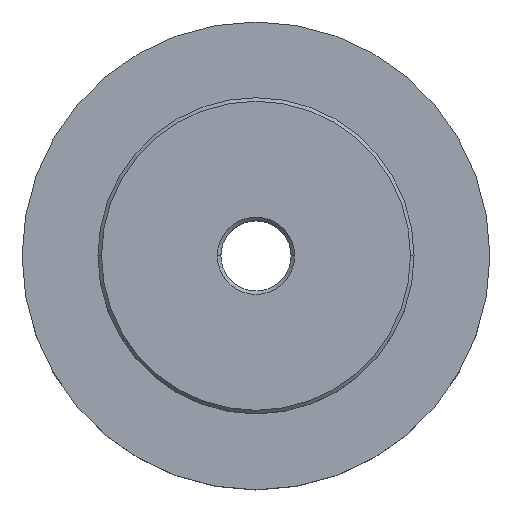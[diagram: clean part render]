
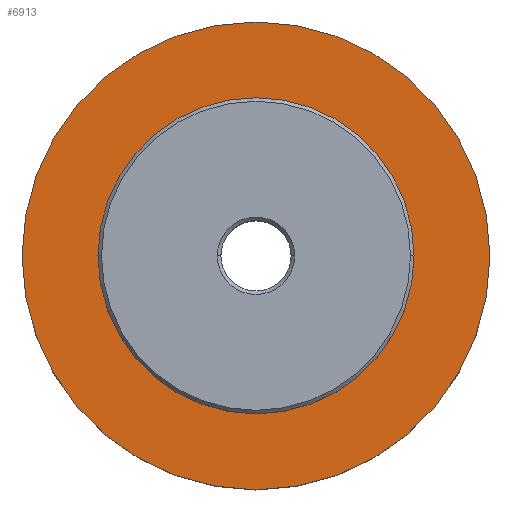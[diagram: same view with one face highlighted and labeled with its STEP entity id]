
A CAD part, top view. The second image highlights one B-rep face of the part: STEP entity #6913.
In plain terms, the highlighted planar face has unit normal (0, 0, 1).
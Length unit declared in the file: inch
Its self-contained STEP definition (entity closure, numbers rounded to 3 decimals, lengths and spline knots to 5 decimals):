
#233 = CARTESIAN_POINT ( 'NONE',  ( -1.665, 0., 0. ) ) ;
#392 = EDGE_CURVE ( 'NONE', #7635, #4857, #7083, .T. ) ;
#404 = EDGE_CURVE ( 'NONE', #6426, #1112, #3614, .T. ) ;
#624 = DIRECTION ( 'NONE',  ( 1., 0., 0. ) ) ;
#689 = EDGE_LOOP ( 'NONE', ( #7621, #994 ) ) ;
#994 = ORIENTED_EDGE ( 'NONE', *, *, #7332, .F. ) ;
#1112 = VERTEX_POINT ( 'NONE', #233 ) ;
#1131 = CARTESIAN_POINT ( 'NONE',  ( 0., 0., 0. ) ) ;
#1454 = AXIS2_PLACEMENT_3D ( 'NONE', #6191, #2282, #6830 ) ;
#1794 = DIRECTION ( 'NONE',  ( 1., 0., 0. ) ) ;
#1822 = DIRECTION ( 'NONE',  ( 0., 0., 1. ) ) ;
#2112 = ORIENTED_EDGE ( 'NONE', *, *, #404, .T. ) ;
#2258 = PLANE ( 'NONE',  #3946 ) ;
#2282 = DIRECTION ( 'NONE',  ( 0., 0., 1. ) ) ;
#2920 = DIRECTION ( 'NONE',  ( 0., 0., 1. ) ) ;
#3182 = FACE_OUTER_BOUND ( 'NONE', #4139, .T. ) ;
#3614 = CIRCLE ( 'NONE', #7176, 1.665 ) ;
#3946 = AXIS2_PLACEMENT_3D ( 'NONE', #4864, #2920, #7446 ) ;
#4139 = EDGE_LOOP ( 'NONE', ( #7302, #2112 ) ) ;
#4182 = CARTESIAN_POINT ( 'NONE',  ( 1.665, 0., 0. ) ) ;
#4185 = EDGE_CURVE ( 'NONE', #1112, #6426, #6162, .T. ) ;
#4523 = DIRECTION ( 'NONE',  ( 0., 0., 1. ) ) ;
#4857 = VERTEX_POINT ( 'NONE', #8117 ) ;
#4864 = CARTESIAN_POINT ( 'NONE',  ( 0.25, 0., 0. ) ) ;
#5684 = DIRECTION ( 'NONE',  ( 0., 0., 1. ) ) ;
#5706 = CARTESIAN_POINT ( 'NONE',  ( 0., 0., 0. ) ) ;
#5885 = AXIS2_PLACEMENT_3D ( 'NONE', #1131, #5684, #1794 ) ;
#6040 = CIRCLE ( 'NONE', #1454, 1.125 ) ;
#6162 = CIRCLE ( 'NONE', #7147, 1.665 ) ;
#6191 = CARTESIAN_POINT ( 'NONE',  ( 0., 0., 0. ) ) ;
#6373 = DIRECTION ( 'NONE',  ( 1., 0., 0. ) ) ;
#6426 = VERTEX_POINT ( 'NONE', #4182 ) ;
#6742 = CARTESIAN_POINT ( 'NONE',  ( -1.125, 0., 0. ) ) ;
#6830 = DIRECTION ( 'NONE',  ( 1., 0., 0. ) ) ;
#6913 = ADVANCED_FACE ( 'NONE', ( #3182, #8158 ), #2258, .T. ) ;
#7083 = CIRCLE ( 'NONE', #5885, 1.125 ) ;
#7147 = AXIS2_PLACEMENT_3D ( 'NONE', #8408, #4523, #624 ) ;
#7176 = AXIS2_PLACEMENT_3D ( 'NONE', #5706, #1822, #6373 ) ;
#7302 = ORIENTED_EDGE ( 'NONE', *, *, #4185, .T. ) ;
#7332 = EDGE_CURVE ( 'NONE', #4857, #7635, #6040, .T. ) ;
#7446 = DIRECTION ( 'NONE',  ( 1., 0., 0. ) ) ;
#7621 = ORIENTED_EDGE ( 'NONE', *, *, #392, .F. ) ;
#7635 = VERTEX_POINT ( 'NONE', #6742 ) ;
#8117 = CARTESIAN_POINT ( 'NONE',  ( 1.125, 0., 0. ) ) ;
#8158 = FACE_BOUND ( 'NONE', #689, .T. ) ;
#8408 = CARTESIAN_POINT ( 'NONE',  ( 0., 0., 0. ) ) ;
